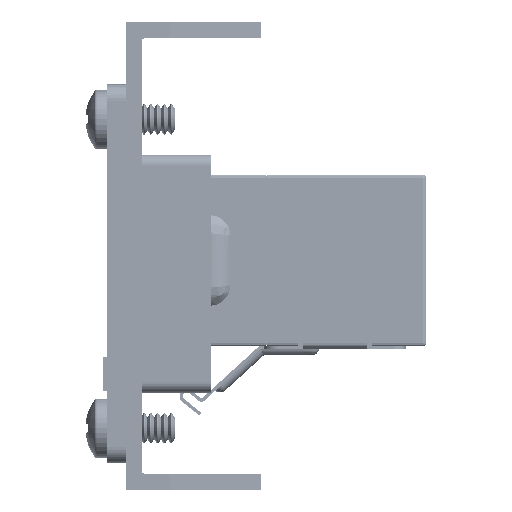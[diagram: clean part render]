
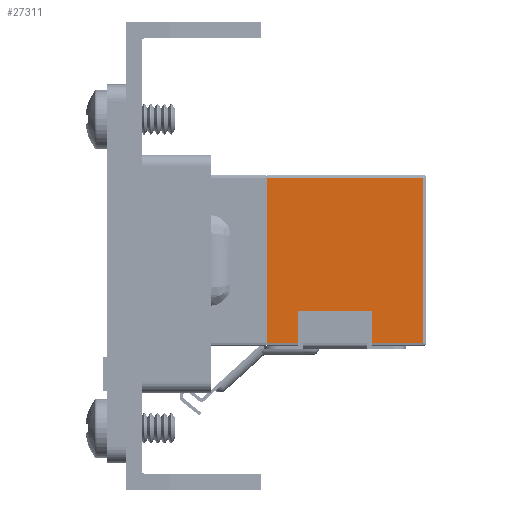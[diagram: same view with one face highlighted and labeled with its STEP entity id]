
A CAD part, left-side view. The second image highlights one B-rep face of the part: STEP entity #27311.
In plain terms, the highlighted face is planar.
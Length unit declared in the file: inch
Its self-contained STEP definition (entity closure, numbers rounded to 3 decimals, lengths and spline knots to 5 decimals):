
#119 = DIRECTION ( 'NONE',  ( 0., 1., 0. ) ) ;
#1495 = VERTEX_POINT ( 'NONE', #44387 ) ;
#2354 = ORIENTED_EDGE ( 'NONE', *, *, #28034, .T. ) ;
#2916 = DIRECTION ( 'NONE',  ( 0., 0., -1. ) ) ;
#4101 = DIRECTION ( 'NONE',  ( 0., 0., -1. ) ) ;
#4453 = CARTESIAN_POINT ( 'NONE',  ( 0.2874, -0.11487, 0.18701 ) ) ;
#4721 = DIRECTION ( 'NONE',  ( 0., 0., -1. ) ) ;
#4913 = LINE ( 'NONE', #37563, #32044 ) ;
#6328 = LINE ( 'NONE', #30472, #39529 ) ;
#7312 = CARTESIAN_POINT ( 'NONE',  ( 0.2874, -0.57874, -0.31693 ) ) ;
#8575 = VECTOR ( 'NONE', #2916, 39.37008 ) ;
#9320 = LINE ( 'NONE', #13319, #42505 ) ;
#9595 = ORIENTED_EDGE ( 'NONE', *, *, #46151, .F. ) ;
#9882 = VERTEX_POINT ( 'NONE', #11491 ) ;
#10874 = AXIS2_PLACEMENT_3D ( 'NONE', #55414, #42631, #16753 ) ;
#11491 = CARTESIAN_POINT ( 'NONE',  ( 0.2874, -0.38924, 0.18701 ) ) ;
#12739 = VERTEX_POINT ( 'NONE', #15781 ) ;
#13268 = CARTESIAN_POINT ( 'NONE',  ( 0.2874, -0.57874, -0.30512 ) ) ;
#13319 = CARTESIAN_POINT ( 'NONE',  ( 0.2874, -0.38924, 0.31693 ) ) ;
#14515 = ORIENTED_EDGE ( 'NONE', *, *, #44304, .F. ) ;
#15395 = EDGE_CURVE ( 'NONE', #43286, #17247, #51761, .T. ) ;
#15781 = CARTESIAN_POINT ( 'NONE',  ( 0.2874, -0.11487, 0.30512 ) ) ;
#16624 = LINE ( 'NONE', #49868, #49637 ) ;
#16753 = DIRECTION ( 'NONE',  ( 0., 0., 1. ) ) ;
#17247 = VERTEX_POINT ( 'NONE', #39832 ) ;
#18883 = CARTESIAN_POINT ( 'NONE',  ( 0.2874, -0.00197, -0.30512 ) ) ;
#19140 = DIRECTION ( 'NONE',  ( 0., 0., 1. ) ) ;
#19859 = LINE ( 'NONE', #47216, #41461 ) ;
#21123 = ORIENTED_EDGE ( 'NONE', *, *, #28774, .T. ) ;
#21496 = EDGE_LOOP ( 'NONE', ( #9595, #21123, #23492, #14515, #22181, #33259, #30979, #2354 ) ) ;
#21816 = DIRECTION ( 'NONE',  ( 0., -1., 0. ) ) ;
#22181 = ORIENTED_EDGE ( 'NONE', *, *, #35643, .F. ) ;
#23492 = ORIENTED_EDGE ( 'NONE', *, *, #55894, .F. ) ;
#27311 = ADVANCED_FACE ( 'NONE', ( #38261 ), #33555, .F. ) ;
#27354 = VECTOR ( 'NONE', #19140, 39.37008 ) ;
#28034 = EDGE_CURVE ( 'NONE', #33672, #28603, #6328, .T. ) ;
#28603 = VERTEX_POINT ( 'NONE', #18883 ) ;
#28774 = EDGE_CURVE ( 'NONE', #1495, #12739, #4913, .T. ) ;
#30472 = CARTESIAN_POINT ( 'NONE',  ( 0.2874, 0.59055, -0.30512 ) ) ;
#30979 = ORIENTED_EDGE ( 'NONE', *, *, #36740, .T. ) ;
#32044 = VECTOR ( 'NONE', #33227, 39.37008 ) ;
#32906 = DIRECTION ( 'NONE',  ( 0., 1., 0. ) ) ;
#33193 = VECTOR ( 'NONE', #21816, 39.37008 ) ;
#33227 = DIRECTION ( 'NONE',  ( 0., -1., 0. ) ) ;
#33259 = ORIENTED_EDGE ( 'NONE', *, *, #15395, .T. ) ;
#33555 = PLANE ( 'NONE',  #10874 ) ;
#33626 = CARTESIAN_POINT ( 'NONE',  ( 0.2874, -0.38924, 0.30512 ) ) ;
#33672 = VERTEX_POINT ( 'NONE', #13268 ) ;
#35643 = EDGE_CURVE ( 'NONE', #43286, #9882, #9320, .T. ) ;
#36740 = EDGE_CURVE ( 'NONE', #17247, #33672, #43096, .T. ) ;
#37517 = LINE ( 'NONE', #44962, #27354 ) ;
#37563 = CARTESIAN_POINT ( 'NONE',  ( 0.2874, 0.59055, 0.30512 ) ) ;
#38261 = FACE_OUTER_BOUND ( 'NONE', #21496, .T. ) ;
#39529 = VECTOR ( 'NONE', #119, 39.37008 ) ;
#39832 = CARTESIAN_POINT ( 'NONE',  ( 0.2874, -0.57874, 0.30512 ) ) ;
#41461 = VECTOR ( 'NONE', #4101, 39.37008 ) ;
#42505 = VECTOR ( 'NONE', #4721, 39.37008 ) ;
#42631 = DIRECTION ( 'NONE',  ( -1., 0., 0. ) ) ;
#43096 = LINE ( 'NONE', #7312, #8575 ) ;
#43286 = VERTEX_POINT ( 'NONE', #33626 ) ;
#44304 = EDGE_CURVE ( 'NONE', #9882, #53852, #16624, .T. ) ;
#44387 = CARTESIAN_POINT ( 'NONE',  ( 0.2874, -0.00197, 0.30512 ) ) ;
#44962 = CARTESIAN_POINT ( 'NONE',  ( 0.2874, -0.11487, 0.31693 ) ) ;
#46151 = EDGE_CURVE ( 'NONE', #1495, #28603, #19859, .T. ) ;
#47216 = CARTESIAN_POINT ( 'NONE',  ( 0.2874, -0.00197, 0.31693 ) ) ;
#49637 = VECTOR ( 'NONE', #32906, 39.37008 ) ;
#49868 = CARTESIAN_POINT ( 'NONE',  ( 0.2874, -0.38924, 0.18701 ) ) ;
#51761 = LINE ( 'NONE', #51961, #33193 ) ;
#51961 = CARTESIAN_POINT ( 'NONE',  ( 0.2874, 0.59055, 0.30512 ) ) ;
#53852 = VERTEX_POINT ( 'NONE', #4453 ) ;
#55414 = CARTESIAN_POINT ( 'NONE',  ( 0.2874, 0.59055, -0.31693 ) ) ;
#55894 = EDGE_CURVE ( 'NONE', #53852, #12739, #37517, .T. ) ;
